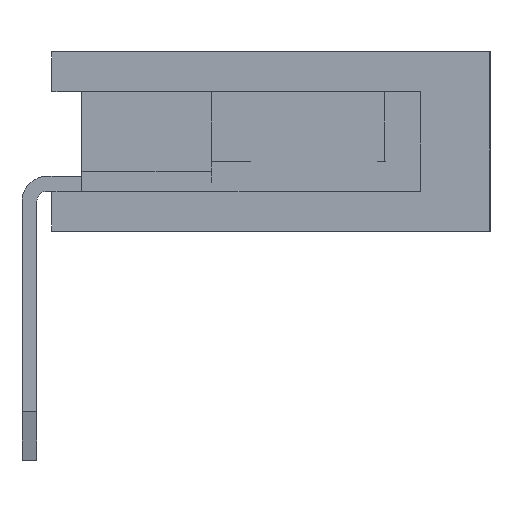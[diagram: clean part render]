
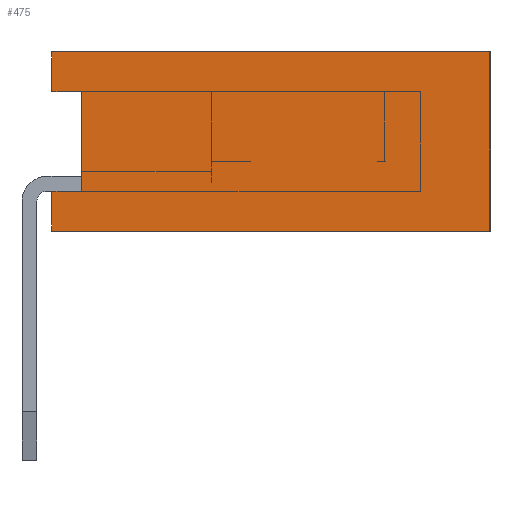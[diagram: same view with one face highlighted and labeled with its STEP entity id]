
A CAD part, left-side view. The second image highlights one B-rep face of the part: STEP entity #475.
In plain terms, the highlighted planar face has unit normal (-1, 0, 0).
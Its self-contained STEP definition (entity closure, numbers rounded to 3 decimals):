
#475=ADVANCED_FACE('',(#19134),#19136,.T.);
#19134=FACE_BOUND('',#19135,.T.);
#19135=EDGE_LOOP('',(#34055,#34056,#34057,#34058,#34059,#34060,#34061,#34062));
#19136=PLANE('',#19137);
#19137=AXIS2_PLACEMENT_3D('',#19138,#19139,#19140);
#19138=CARTESIAN_POINT('',(-0.635,-4.625,0.));
#19139=DIRECTION('',(-1.,0.,0.));
#19140=DIRECTION('',(0.,0.,1.));
#34055=ORIENTED_EDGE('',*,*,#45069,.T.);
#34056=ORIENTED_EDGE('',*,*,#45221,.T.);
#34057=ORIENTED_EDGE('',*,*,#44922,.T.);
#34058=ORIENTED_EDGE('',*,*,#45220,.F.);
#34059=ORIENTED_EDGE('',*,*,#45222,.F.);
#34060=ORIENTED_EDGE('',*,*,#45223,.T.);
#34061=ORIENTED_EDGE('',*,*,#45224,.T.);
#34062=ORIENTED_EDGE('',*,*,#45215,.F.);
#44922=EDGE_CURVE('',#50513,#50510,#50514,.F.);
#45069=EDGE_CURVE('',#50807,#50805,#50808,.F.);
#45215=EDGE_CURVE('',#50807,#51092,#51093,.T.);
#45220=EDGE_CURVE('',#51099,#50510,#51101,.T.);
#45221=EDGE_CURVE('',#50805,#50513,#51102,.T.);
#45222=EDGE_CURVE('',#51103,#51099,#51104,.T.);
#45223=EDGE_CURVE('',#51103,#51105,#51106,.T.);
#45224=EDGE_CURVE('',#51105,#51092,#51107,.T.);
#50510=VERTEX_POINT('',#59685);
#50513=VERTEX_POINT('',#59690);
#50514=LINE('',#59691,#59692);
#50805=VERTEX_POINT('',#60274);
#50807=VERTEX_POINT('',#60278);
#50808=LINE('',#60279,#60280);
#51092=VERTEX_POINT('',#60855);
#51093=LINE('',#60856,#60857);
#51099=VERTEX_POINT('',#60870);
#51101=LINE('',#60874,#60875);
#51102=LINE('',#60877,#60878);
#51103=VERTEX_POINT('',#60880);
#51104=LINE('',#60881,#60882);
#51105=VERTEX_POINT('',#60884);
#51106=LINE('',#60885,#60886);
#51107=LINE('',#60888,#60889);
#59685=CARTESIAN_POINT('',(-0.635,-0.225,0.4));
#59690=CARTESIAN_POINT('',(-0.635,-0.525,0.4));
#59691=CARTESIAN_POINT('',(-0.635,-0.225,0.4));
#59692=VECTOR('',#59693,1.);
#59693=DIRECTION('',(0.,-1.,0.));
#60274=CARTESIAN_POINT('',(-0.635,-0.525,1.4));
#60278=CARTESIAN_POINT('',(-0.635,-0.225,1.4));
#60279=CARTESIAN_POINT('',(-0.635,-0.525,1.4));
#60280=VECTOR('',#60281,1.);
#60281=DIRECTION('',(0.,1.,0.));
#60855=CARTESIAN_POINT('',(-0.635,-0.225,1.8));
#60856=CARTESIAN_POINT('',(-0.635,-0.225,1.4));
#60857=VECTOR('',#60858,1.);
#60858=DIRECTION('',(0.,0.,1.));
#60870=CARTESIAN_POINT('',(-0.635,-0.225,0.));
#60874=CARTESIAN_POINT('',(-0.635,-0.225,0.));
#60875=VECTOR('',#60876,1.);
#60876=DIRECTION('',(0.,0.,1.));
#60877=CARTESIAN_POINT('',(-0.635,-0.525,1.4));
#60878=VECTOR('',#60879,1.);
#60879=DIRECTION('',(0.,0.,-1.));
#60880=CARTESIAN_POINT('',(-0.635,-4.625,0.));
#60881=CARTESIAN_POINT('',(-0.635,-4.625,0.));
#60882=VECTOR('',#60883,1.);
#60883=DIRECTION('',(0.,1.,0.));
#60884=CARTESIAN_POINT('',(-0.635,-4.625,1.8));
#60885=CARTESIAN_POINT('',(-0.635,-4.625,0.));
#60886=VECTOR('',#60887,1.);
#60887=DIRECTION('',(0.,0.,1.));
#60888=CARTESIAN_POINT('',(-0.635,-4.625,1.8));
#60889=VECTOR('',#60890,1.);
#60890=DIRECTION('',(0.,1.,0.));
